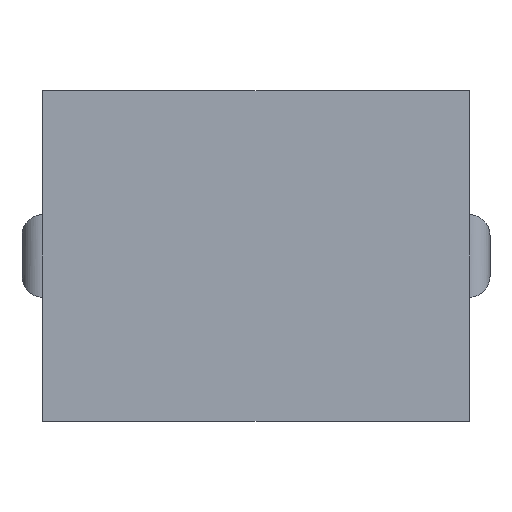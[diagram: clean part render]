
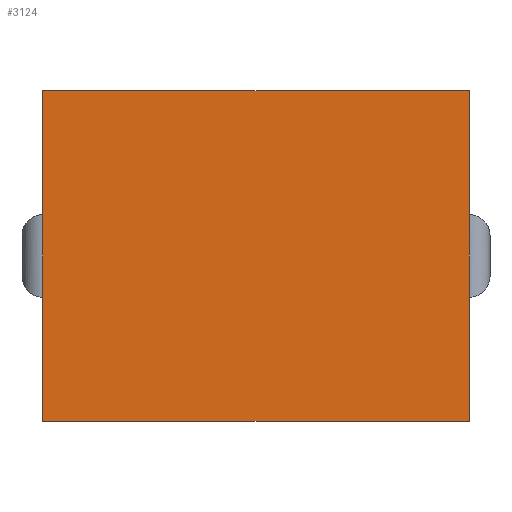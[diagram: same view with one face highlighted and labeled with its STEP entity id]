
A CAD part, front view. The second image highlights one B-rep face of the part: STEP entity #3124.
In plain terms, the highlighted planar face has unit normal (0, -1, 0).
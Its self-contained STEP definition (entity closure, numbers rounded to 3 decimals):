
#127 = FACE_OUTER_BOUND ( 'NONE', #570, .T. ) ;
#224 = EDGE_CURVE ( 'NONE', #3337, #394, #2689, .T. ) ;
#311 = CARTESIAN_POINT ( 'NONE',  ( 3.1, 0., 2.4 ) ) ;
#350 = DIRECTION ( 'NONE',  ( 0., 0., -1. ) ) ;
#367 = DIRECTION ( 'NONE',  ( 0., 0., -1. ) ) ;
#394 = VERTEX_POINT ( 'NONE', #932 ) ;
#401 = VERTEX_POINT ( 'NONE', #2252 ) ;
#457 = CARTESIAN_POINT ( 'NONE',  ( 3.1, 0., 0. ) ) ;
#468 = DIRECTION ( 'NONE',  ( 1., 0., 0. ) ) ;
#537 = VERTEX_POINT ( 'NONE', #457 ) ;
#570 = EDGE_LOOP ( 'NONE', ( #1281, #1842, #2214, #3089 ) ) ;
#884 = CARTESIAN_POINT ( 'NONE',  ( 0., 0., 0. ) ) ;
#932 = CARTESIAN_POINT ( 'NONE',  ( 0., 0., 0. ) ) ;
#988 = LINE ( 'NONE', #3054, #2991 ) ;
#1075 = PLANE ( 'NONE',  #1725 ) ;
#1083 = DIRECTION ( 'NONE',  ( 0., 0., 1. ) ) ;
#1281 = ORIENTED_EDGE ( 'NONE', *, *, #2558, .T. ) ;
#1321 = CARTESIAN_POINT ( 'NONE',  ( 0., 0., 2.4 ) ) ;
#1417 = EDGE_CURVE ( 'NONE', #3337, #401, #988, .T. ) ;
#1641 = LINE ( 'NONE', #884, #3055 ) ;
#1725 = AXIS2_PLACEMENT_3D ( 'NONE', #2889, #3199, #1083 ) ;
#1842 = ORIENTED_EDGE ( 'NONE', *, *, #2425, .F. ) ;
#1967 = LINE ( 'NONE', #311, #3341 ) ;
#2214 = ORIENTED_EDGE ( 'NONE', *, *, #1417, .F. ) ;
#2252 = CARTESIAN_POINT ( 'NONE',  ( 3.1, 0., 2.4 ) ) ;
#2425 = EDGE_CURVE ( 'NONE', #401, #537, #1967, .T. ) ;
#2558 = EDGE_CURVE ( 'NONE', #394, #537, #1641, .T. ) ;
#2689 = LINE ( 'NONE', #2726, #3220 ) ;
#2726 = CARTESIAN_POINT ( 'NONE',  ( 0., 0., 2.4 ) ) ;
#2740 = DIRECTION ( 'NONE',  ( 1., 0., 0. ) ) ;
#2889 = CARTESIAN_POINT ( 'NONE',  ( 0., 0., 2.4 ) ) ;
#2991 = VECTOR ( 'NONE', #468, 1000. ) ;
#3054 = CARTESIAN_POINT ( 'NONE',  ( 0., 0., 2.4 ) ) ;
#3055 = VECTOR ( 'NONE', #2740, 1000. ) ;
#3089 = ORIENTED_EDGE ( 'NONE', *, *, #224, .T. ) ;
#3124 = ADVANCED_FACE ( 'NONE', ( #127 ), #1075, .F. ) ;
#3199 = DIRECTION ( 'NONE',  ( 0., 1., 0. ) ) ;
#3220 = VECTOR ( 'NONE', #367, 1000. ) ;
#3337 = VERTEX_POINT ( 'NONE', #1321 ) ;
#3341 = VECTOR ( 'NONE', #350, 1000. ) ;
